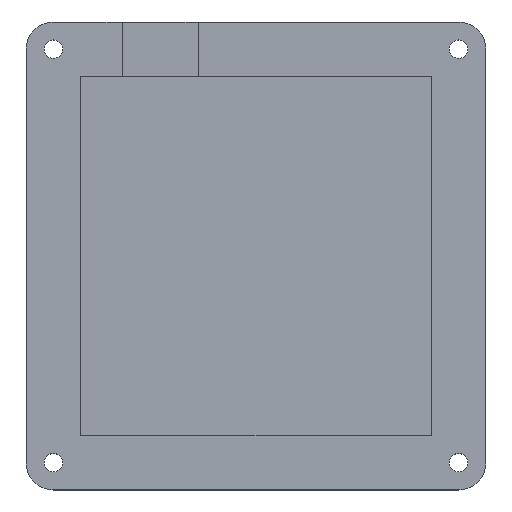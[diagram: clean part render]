
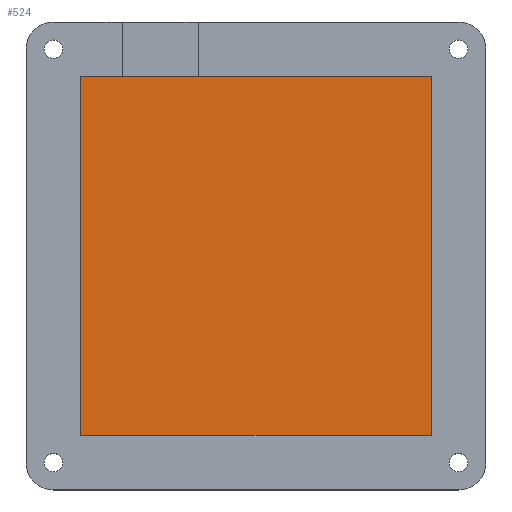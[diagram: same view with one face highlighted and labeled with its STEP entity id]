
A CAD part, top view. The second image highlights one B-rep face of the part: STEP entity #524.
In plain terms, the highlighted planar face has unit normal (0, 0, 1).
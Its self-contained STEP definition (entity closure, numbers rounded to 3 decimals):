
#34=PLANE('',#580);
#56=FACE_OUTER_BOUND('',#90,.T.);
#90=EDGE_LOOP('',(#417,#418,#419,#420));
#144=LINE('',#851,#192);
#147=LINE('',#858,#195);
#148=LINE('',#859,#196);
#149=LINE('',#860,#197);
#192=VECTOR('',#686,10.);
#195=VECTOR('',#691,10.);
#196=VECTOR('',#692,10.);
#197=VECTOR('',#693,10.);
#266=VERTEX_POINT('',#848);
#267=VERTEX_POINT('',#850);
#269=VERTEX_POINT('',#856);
#270=VERTEX_POINT('',#857);
#324=EDGE_CURVE('',#266,#267,#144,.T.);
#327=EDGE_CURVE('',#269,#270,#147,.T.);
#328=EDGE_CURVE('',#267,#269,#148,.T.);
#329=EDGE_CURVE('',#270,#266,#149,.T.);
#417=ORIENTED_EDGE('',*,*,#327,.F.);
#418=ORIENTED_EDGE('',*,*,#328,.F.);
#419=ORIENTED_EDGE('',*,*,#324,.F.);
#420=ORIENTED_EDGE('',*,*,#329,.F.);
#524=ADVANCED_FACE('',(#56),#34,.T.);
#580=AXIS2_PLACEMENT_3D('',#855,#689,#690);
#686=DIRECTION('',(1.,0.,0.));
#689=DIRECTION('center_axis',(0.,0.,1.));
#690=DIRECTION('ref_axis',(1.,0.,0.));
#691=DIRECTION('',(-1.,0.,0.));
#692=DIRECTION('',(0.,-1.,0.));
#693=DIRECTION('',(0.,1.,0.));
#848=CARTESIAN_POINT('',(-44.255,23.181,3.));
#850=CARTESIAN_POINT('',(20.245,23.181,3.));
#851=CARTESIAN_POINT('',(-28.13,23.181,3.));
#855=CARTESIAN_POINT('Origin',(-12.005,-9.819,3.));
#856=CARTESIAN_POINT('',(20.245,-42.819,3.));
#857=CARTESIAN_POINT('',(-44.255,-42.819,3.));
#858=CARTESIAN_POINT('',(4.12,-42.819,3.));
#859=CARTESIAN_POINT('',(20.245,6.681,3.));
#860=CARTESIAN_POINT('',(-44.255,-26.319,3.));
